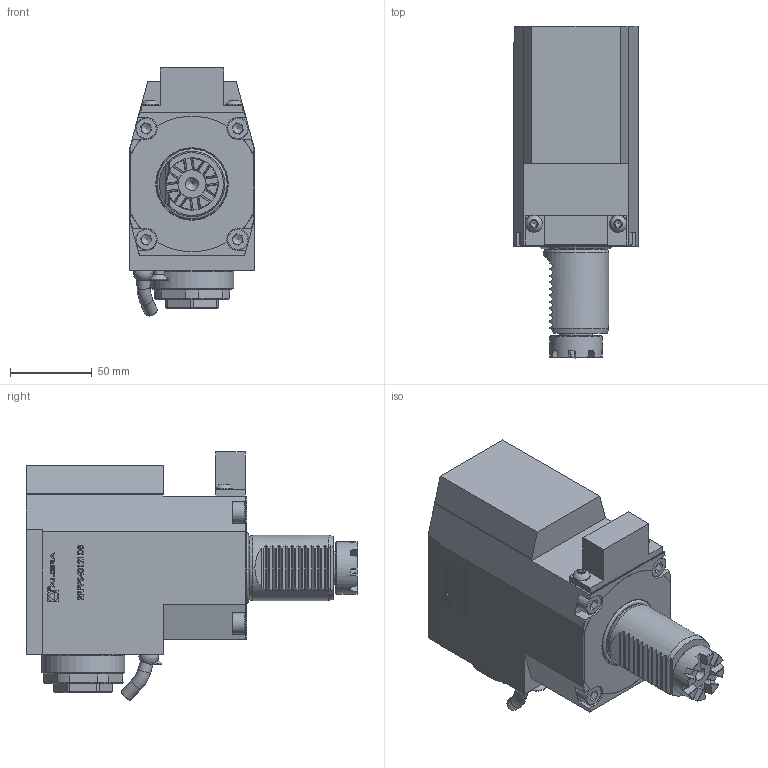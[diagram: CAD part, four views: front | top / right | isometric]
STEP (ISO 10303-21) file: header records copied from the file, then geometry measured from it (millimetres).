
FILE_DESCRIPTION (( 'STEP AP214' ), '1' );
FILE_NAME ('RRPPS40121DB.STEP', '2023-03-06T07:25:38', ( '' ), ( '' ), 'SwSTEP 2.0', 'SolidWorks 2016', '' );
FILE_SCHEMA (( 'AUTOMOTIVE_DESIGN' ));
Length unit declared in the file: millimetre
Products named in the file (1): RRPPS40121DB
Bounding box: 76 x 203 x 151.8 mm (x, y, z)
Volume: 1162770.9 mm3; surface area: 83980.1 mm2
Topology: 4 solids, 4 shells, 706 faces, 1819 edges, 1169 vertices
Faces by surface type: plane 473, cylinder 102, bspline 73, cone 45, torus 10, sphere 3
Full cylindrical faces by diameter (mm): 1.7 x1, 2.1 x1, 4 x2, 6 x1, 6.366 x1, 8 x2, 10.5 x2, 11.57 x1, 13 x4, 17.2 x1, 20 x1, 32 x1, 38.7 x1, 40 x1, 51 x1
Entity records: 28043 total; most frequent: CARTESIAN_POINT 9051, ORIENTED_EDGE 3474, DIRECTION 2885, EDGE_CURVE 1737, VERTEX_POINT 1145, VECTOR 1103, LINE 1103, AXIS2_PLACEMENT_3D 891
